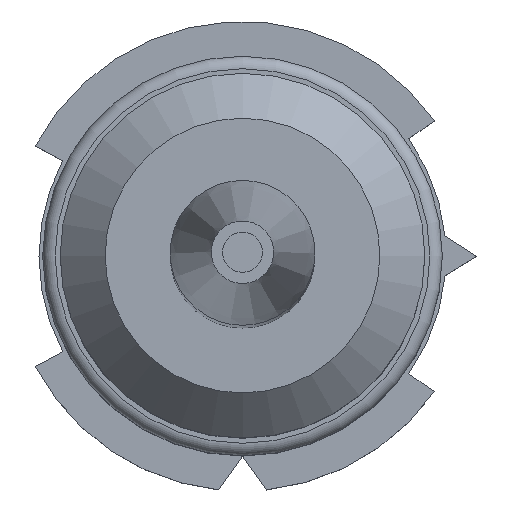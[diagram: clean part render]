
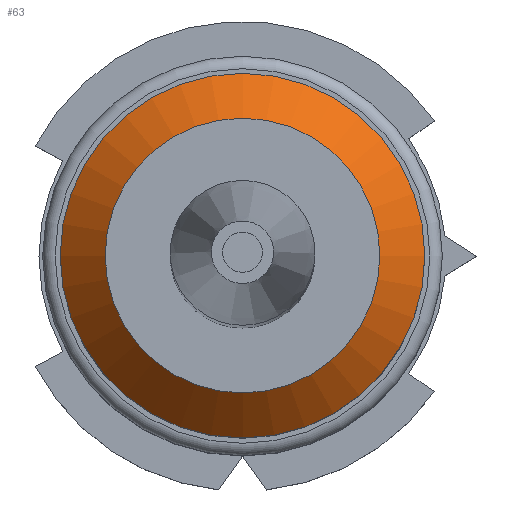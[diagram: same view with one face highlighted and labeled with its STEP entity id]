
A CAD part, top view. The second image highlights one B-rep face of the part: STEP entity #63.
In plain terms, the highlighted conical face has half-angle 45 degrees and reference radius 8 mm.
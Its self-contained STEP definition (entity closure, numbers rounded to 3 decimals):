
#63 = ADVANCED_FACE( '', ( #144, #145 ), #146, .T. );
#144 = FACE_OUTER_BOUND( '', #251, .T. );
#145 = FACE_BOUND( '', #252, .T. );
#146 = CONICAL_SURFACE( '', #253, 8., 0.785 );
#251 = EDGE_LOOP( '', ( #436 ) );
#252 = EDGE_LOOP( '', ( #437 ) );
#253 = AXIS2_PLACEMENT_3D( '', #438, #439, #440 );
#436 = ORIENTED_EDGE( '', *, *, #800, .F. );
#437 = ORIENTED_EDGE( '', *, *, #801, .F. );
#438 = CARTESIAN_POINT( '', ( 0., 0., 16.5 ) );
#439 = DIRECTION( '', ( 0., 0., -1. ) );
#440 = DIRECTION( '', ( -1., 0., 0. ) );
#800 = EDGE_CURVE( '', #1532, #1532, #1533, .T. );
#801 = EDGE_CURVE( '', #1534, #1534, #1535, .F. );
#1532 = VERTEX_POINT( '', #1658 );
#1533 = CIRCLE( '', #1659, 7.3 );
#1534 = VERTEX_POINT( '', #1660 );
#1535 = CIRCLE( '', #1661, 5.5 );
#1658 = CARTESIAN_POINT( '', ( -7.3, 0., 17.2 ) );
#1659 = AXIS2_PLACEMENT_3D( '', #1800, #1801, #1802 );
#1660 = CARTESIAN_POINT( '', ( -5.5, 0., 19. ) );
#1661 = AXIS2_PLACEMENT_3D( '', #1803, #1804, #1805 );
#1800 = CARTESIAN_POINT( '', ( 0., 0., 17.2 ) );
#1801 = DIRECTION( '', ( 0., 0., -1. ) );
#1802 = DIRECTION( '', ( -1., 0., 0. ) );
#1803 = CARTESIAN_POINT( '', ( 0., 0., 19. ) );
#1804 = DIRECTION( '', ( 0., 0., -1. ) );
#1805 = DIRECTION( '', ( -1., 0., 0. ) );
